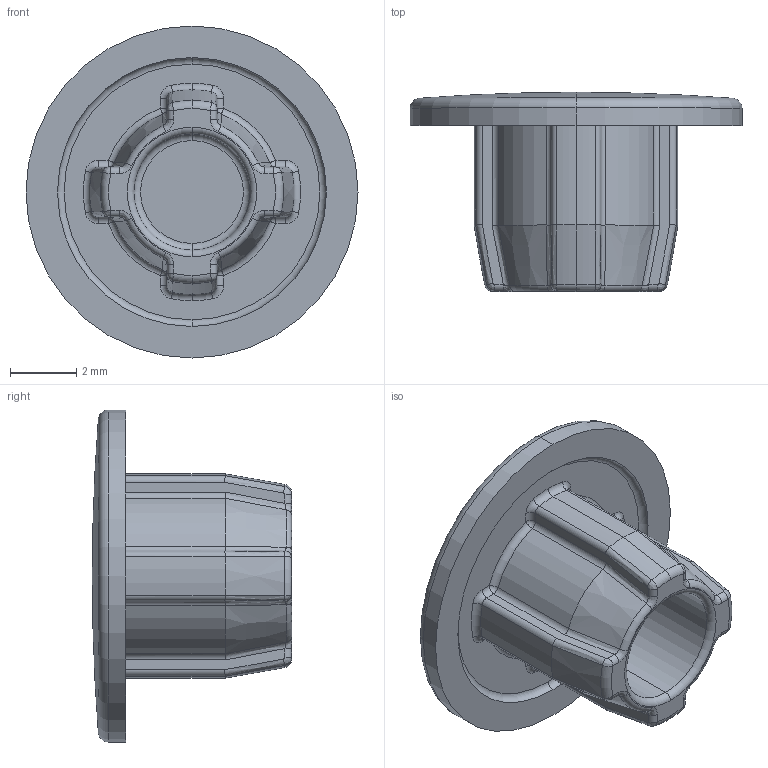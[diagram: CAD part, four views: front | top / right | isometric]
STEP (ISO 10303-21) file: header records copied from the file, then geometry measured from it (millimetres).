
FILE_DESCRIPTION(('STEP AP214'),'1');
FILE_NAME('fath_095aia.stp','2017-06-19T10:19:09',('TraceParts'),('TraceParts S.A.'),'Spatial InterOp 3D',' ',' ');
FILE_SCHEMA(('automotive_design'));
Length unit declared in the file: millimetre
Products named in the file (1): fath_095aia
Bounding box: 10 x 6 x 10 mm (x, y, z)
Volume: 127.1 mm3; surface area: 327.9 mm2
Topology: 1 solids, 1 shells, 146 faces, 348 edges, 197 vertices
Faces by surface type: cylinder 46, torus 38, bspline 32, plane 12, cone 10, sphere 8
Entity records: 5837 total; most frequent: CARTESIAN_POINT 1510, ORIENTED_EDGE 676, DIRECTION 658, EDGE_CURVE 338, AXIS2_PLACEMENT_3D 293, VERTEX_POINT 197, CIRCLE 178, EDGE_LOOP 149
